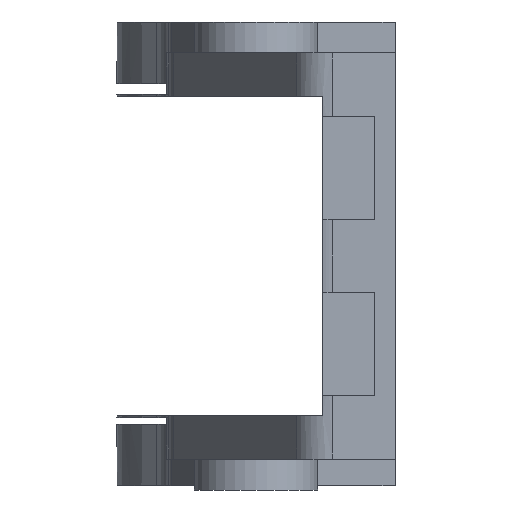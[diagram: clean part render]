
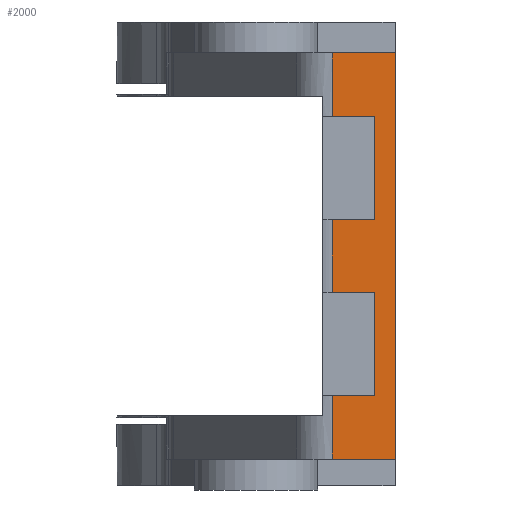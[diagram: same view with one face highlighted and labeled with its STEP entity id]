
A CAD part, left-side view. The second image highlights one B-rep face of the part: STEP entity #2000.
In plain terms, the highlighted planar face has unit normal (-1, 0, 0).
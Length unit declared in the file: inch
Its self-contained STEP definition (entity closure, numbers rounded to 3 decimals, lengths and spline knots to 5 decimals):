
#51 = LINE ( 'NONE', #1353, #1665 ) ;
#59 = LINE ( 'NONE', #1360, #1146 ) ;
#78 = CARTESIAN_POINT ( 'NONE',  ( -2.8252, -0.18701, -0.26969 ) ) ;
#157 = ORIENTED_EDGE ( 'NONE', *, *, #1650, .T. ) ;
#199 = VECTOR ( 'NONE', #551, 39.37008 ) ;
#294 = CARTESIAN_POINT ( 'NONE',  ( -2.8252, -0.26575, 0.38386 ) ) ;
#318 = ORIENTED_EDGE ( 'NONE', *, *, #3256, .T. ) ;
#341 = VERTEX_POINT ( 'NONE', #934 ) ;
#412 = VECTOR ( 'NONE', #2012, 39.37008 ) ;
#460 = LINE ( 'NONE', #2929, #2351 ) ;
#521 = LINE ( 'NONE', #1393, #2729 ) ;
#551 = DIRECTION ( 'NONE',  ( 0., -1., 0. ) ) ;
#599 = DIRECTION ( 'NONE',  ( 0., 1., 0. ) ) ;
#620 = LINE ( 'NONE', #2277, #412 ) ;
#631 = VERTEX_POINT ( 'NONE', #78 ) ;
#632 = AXIS2_PLACEMENT_3D ( 'NONE', #3493, #1068, #1034 ) ;
#657 = ORIENTED_EDGE ( 'NONE', *, *, #897, .T. ) ;
#684 = EDGE_CURVE ( 'NONE', #341, #1139, #3428, .T. ) ;
#743 = CARTESIAN_POINT ( 'NONE',  ( -2.8252, -0.16518, 0.06496 ) ) ;
#800 = DIRECTION ( 'NONE',  ( 0., 0., -1. ) ) ;
#804 = VECTOR ( 'NONE', #3028, 39.37008 ) ;
#869 = CARTESIAN_POINT ( 'NONE',  ( -2.8252, -0.14614, -0.00394 ) ) ;
#897 = EDGE_CURVE ( 'NONE', #1637, #1959, #521, .T. ) ;
#911 = VERTEX_POINT ( 'NONE', #1645 ) ;
#934 = CARTESIAN_POINT ( 'NONE',  ( -2.8252, -0.18701, -0.07283 ) ) ;
#957 = CARTESIAN_POINT ( 'NONE',  ( -2.8252, -0.26575, -0.39173 ) ) ;
#973 = ORIENTED_EDGE ( 'NONE', *, *, #2890, .T. ) ;
#979 = VERTEX_POINT ( 'NONE', #3366 ) ;
#1032 = CARTESIAN_POINT ( 'NONE',  ( -2.8252, -0.14614, -0.00394 ) ) ;
#1034 = DIRECTION ( 'NONE',  ( 0., 0., 1. ) ) ;
#1058 = DIRECTION ( 'NONE',  ( 0., 1., 0. ) ) ;
#1068 = DIRECTION ( 'NONE',  ( -1., 0., 0. ) ) ;
#1077 = VERTEX_POINT ( 'NONE', #957 ) ;
#1118 = ORIENTED_EDGE ( 'NONE', *, *, #3203, .T. ) ;
#1127 = DIRECTION ( 'NONE',  ( 0., 0., -1. ) ) ;
#1132 = DIRECTION ( 'NONE',  ( 0., 0., -1. ) ) ;
#1139 = VERTEX_POINT ( 'NONE', #2097 ) ;
#1146 = VECTOR ( 'NONE', #1132, 39.37008 ) ;
#1157 = EDGE_LOOP ( 'NONE', ( #2396, #2768, #2498, #657, #1118, #1666, #2441, #157, #318, #973, #2207, #2631 ) ) ;
#1221 = VERTEX_POINT ( 'NONE', #2394 ) ;
#1318 = CARTESIAN_POINT ( 'NONE',  ( -2.8252, -0.26575, 0.38386 ) ) ;
#1331 = FACE_OUTER_BOUND ( 'NONE', #1157, .T. ) ;
#1353 = CARTESIAN_POINT ( 'NONE',  ( -2.8252, -0.16518, 0.26181 ) ) ;
#1360 = CARTESIAN_POINT ( 'NONE',  ( -2.8252, -0.18701, -0.00394 ) ) ;
#1393 = CARTESIAN_POINT ( 'NONE',  ( -2.8252, -0.18701, -0.00394 ) ) ;
#1566 = DIRECTION ( 'NONE',  ( 0., 1., 0. ) ) ;
#1637 = VERTEX_POINT ( 'NONE', #2197 ) ;
#1645 = CARTESIAN_POINT ( 'NONE',  ( -2.8252, -0.14614, 0.38386 ) ) ;
#1650 = EDGE_CURVE ( 'NONE', #341, #631, #59, .T. ) ;
#1665 = VECTOR ( 'NONE', #599, 39.37008 ) ;
#1666 = ORIENTED_EDGE ( 'NONE', *, *, #2115, .T. ) ;
#1759 = EDGE_CURVE ( 'NONE', #3451, #1077, #620, .T. ) ;
#1840 = DIRECTION ( 'NONE',  ( 0., 1., 0. ) ) ;
#1856 = LINE ( 'NONE', #743, #2130 ) ;
#1939 = VECTOR ( 'NONE', #2809, 39.37008 ) ;
#1959 = VERTEX_POINT ( 'NONE', #3159 ) ;
#2000 = ADVANCED_FACE ( 'NONE', ( #1331 ), #2418, .T. ) ;
#2012 = DIRECTION ( 'NONE',  ( 0., 0., -1. ) ) ;
#2097 = CARTESIAN_POINT ( 'NONE',  ( -2.8252, -0.14614, -0.07283 ) ) ;
#2115 = EDGE_CURVE ( 'NONE', #2482, #1139, #3278, .T. ) ;
#2130 = VECTOR ( 'NONE', #2131, 39.37008 ) ;
#2131 = DIRECTION ( 'NONE',  ( 0., 1., 0. ) ) ;
#2140 = CARTESIAN_POINT ( 'NONE',  ( -2.8252, -0.16518, -0.07283 ) ) ;
#2185 = CARTESIAN_POINT ( 'NONE',  ( -2.8252, -0.14614, -0.26969 ) ) ;
#2197 = CARTESIAN_POINT ( 'NONE',  ( -2.8252, -0.18701, 0.26181 ) ) ;
#2207 = ORIENTED_EDGE ( 'NONE', *, *, #2950, .T. ) ;
#2239 = CARTESIAN_POINT ( 'NONE',  ( -2.8252, -0.14614, -0.00394 ) ) ;
#2277 = CARTESIAN_POINT ( 'NONE',  ( -2.8252, -0.26575, -0.00394 ) ) ;
#2351 = VECTOR ( 'NONE', #1058, 39.37008 ) ;
#2377 = LINE ( 'NONE', #3238, #199 ) ;
#2394 = CARTESIAN_POINT ( 'NONE',  ( -2.8252, -0.14614, -0.39173 ) ) ;
#2396 = ORIENTED_EDGE ( 'NONE', *, *, #3218, .T. ) ;
#2416 = LINE ( 'NONE', #1032, #2905 ) ;
#2418 = PLANE ( 'NONE',  #632 ) ;
#2441 = ORIENTED_EDGE ( 'NONE', *, *, #684, .F. ) ;
#2482 = VERTEX_POINT ( 'NONE', #3274 ) ;
#2498 = ORIENTED_EDGE ( 'NONE', *, *, #2981, .F. ) ;
#2503 = VECTOR ( 'NONE', #1566, 39.37008 ) ;
#2520 = EDGE_CURVE ( 'NONE', #911, #979, #2708, .T. ) ;
#2631 = ORIENTED_EDGE ( 'NONE', *, *, #1759, .F. ) ;
#2687 = VECTOR ( 'NONE', #1840, 39.37008 ) ;
#2708 = LINE ( 'NONE', #2239, #1939 ) ;
#2729 = VECTOR ( 'NONE', #1127, 39.37008 ) ;
#2768 = ORIENTED_EDGE ( 'NONE', *, *, #2520, .T. ) ;
#2809 = DIRECTION ( 'NONE',  ( 0., 0., -1. ) ) ;
#2890 = EDGE_CURVE ( 'NONE', #2990, #1221, #2416, .T. ) ;
#2905 = VECTOR ( 'NONE', #800, 39.37008 ) ;
#2929 = CARTESIAN_POINT ( 'NONE',  ( -2.8252, -0.16518, -0.26969 ) ) ;
#2950 = EDGE_CURVE ( 'NONE', #1221, #1077, #2377, .T. ) ;
#2981 = EDGE_CURVE ( 'NONE', #1637, #979, #51, .T. ) ;
#2990 = VERTEX_POINT ( 'NONE', #2185 ) ;
#3028 = DIRECTION ( 'NONE',  ( 0., 0., -1. ) ) ;
#3146 = LINE ( 'NONE', #1318, #2687 ) ;
#3159 = CARTESIAN_POINT ( 'NONE',  ( -2.8252, -0.18701, 0.06496 ) ) ;
#3203 = EDGE_CURVE ( 'NONE', #1959, #2482, #1856, .T. ) ;
#3218 = EDGE_CURVE ( 'NONE', #3451, #911, #3146, .T. ) ;
#3238 = CARTESIAN_POINT ( 'NONE',  ( -2.8252, -0.05768, -0.39173 ) ) ;
#3256 = EDGE_CURVE ( 'NONE', #631, #2990, #460, .T. ) ;
#3274 = CARTESIAN_POINT ( 'NONE',  ( -2.8252, -0.14614, 0.06496 ) ) ;
#3278 = LINE ( 'NONE', #869, #804 ) ;
#3366 = CARTESIAN_POINT ( 'NONE',  ( -2.8252, -0.14614, 0.26181 ) ) ;
#3428 = LINE ( 'NONE', #2140, #2503 ) ;
#3451 = VERTEX_POINT ( 'NONE', #294 ) ;
#3493 = CARTESIAN_POINT ( 'NONE',  ( -2.8252, -0.26575, -0.00394 ) ) ;
